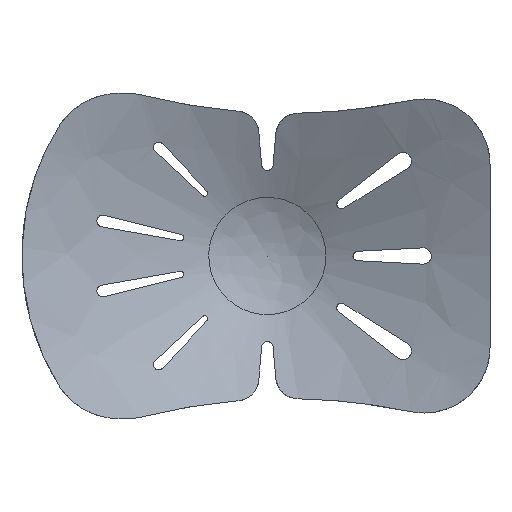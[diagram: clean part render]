
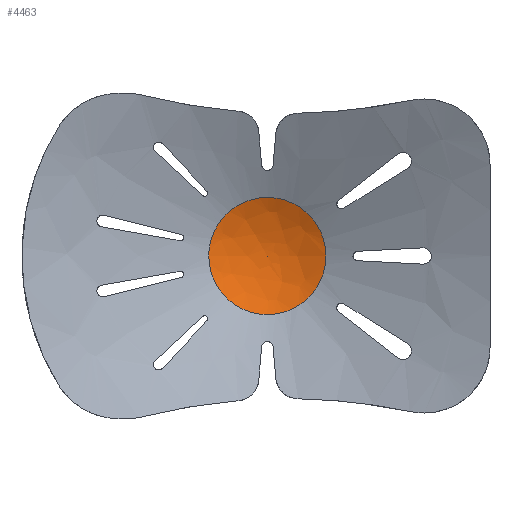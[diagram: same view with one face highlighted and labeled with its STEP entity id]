
A CAD part, front view. The second image highlights one B-rep face of the part: STEP entity #4463.
In plain terms, the highlighted free-form (B-spline) face has degree [2, 2] with [7, 3] control points.
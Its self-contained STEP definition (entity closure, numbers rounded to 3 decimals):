
#770 = VERTEX_POINT('',#771);
#771 = CARTESIAN_POINT('',(30.089,39.914,
    0.));
#776 = EDGE_CURVE('',#770,#777,#779,.T.);
#777 = VERTEX_POINT('',#778);
#778 = CARTESIAN_POINT('',(-30.089,39.914,
    0.));
#779 = B_SPLINE_CURVE_WITH_KNOTS('',3,(#780,#781,#782,#783,#784,#785,
    #786,#787,#788,#789,#790,#791,#792,#793,#794,#795,#796,#797,#798,
    #799,#800,#801,#802,#803,#804,#805,#806,#807,#808,#809,#810,#811,
    #812),.UNSPECIFIED.,.F.,.F.,(4,1,1,1,1,1,1,1,1,1,1,1,1,1,1,1,1,1,1,1
    ,1,1,1,1,1,1,1,1,1,1,4),(0.,0.02,0.04,
    0.06,0.087,0.12,0.16,
    0.2,0.236,0.267,0.303,
    0.34,0.38,0.42,0.461,
    0.501,0.541,0.581,0.621,
    0.661,0.698,0.734,0.765,
    0.801,0.841,0.881,0.915,
    0.941,0.961,0.981,1.),.UNSPECIFIED.);
#780 = CARTESIAN_POINT('',(30.089,39.914,
    0.));
#781 = CARTESIAN_POINT('',(30.089,39.914,
    0.632));
#782 = CARTESIAN_POINT('',(30.049,39.914,
    1.897));
#783 = CARTESIAN_POINT('',(29.87,39.914,3.785
    ));
#784 = CARTESIAN_POINT('',(29.539,39.914,
    5.866));
#785 = CARTESIAN_POINT('',(28.961,39.914,
    8.326));
#786 = CARTESIAN_POINT('',(27.951,39.914,
    11.319));
#787 = CARTESIAN_POINT('',(26.424,39.914,
    14.557));
#788 = CARTESIAN_POINT('',(24.465,39.914,
    17.637));
#789 = CARTESIAN_POINT('',(22.334,39.914,
    20.245));
#790 = CARTESIAN_POINT('',(20.04,39.914,
    22.518));
#791 = CARTESIAN_POINT('',(17.465,39.914,
    24.583));
#792 = CARTESIAN_POINT('',(14.432,39.914,
    26.487));
#793 = CARTESIAN_POINT('',(11.063,39.914,
    28.067));
#794 = CARTESIAN_POINT('',(7.457,39.914,
    29.232));
#795 = CARTESIAN_POINT('',(3.734,39.914,
    29.936));
#796 = CARTESIAN_POINT('',(-0.048,39.914,
    30.168));
#797 = CARTESIAN_POINT('',(-3.829,39.914,
    29.924));
#798 = CARTESIAN_POINT('',(-7.55,39.914,
    29.208));
#799 = CARTESIAN_POINT('',(-11.152,39.914,
    28.031));
#800 = CARTESIAN_POINT('',(-14.515,39.914,
    26.442));
#801 = CARTESIAN_POINT('',(-17.542,39.914,
    24.528));
#802 = CARTESIAN_POINT('',(-20.112,39.914,
    22.454));
#803 = CARTESIAN_POINT('',(-22.404,39.914,
    20.168));
#804 = CARTESIAN_POINT('',(-24.537,39.914,
    17.539));
#805 = CARTESIAN_POINT('',(-26.493,39.914,
    14.433));
#806 = CARTESIAN_POINT('',(-28.01,39.914,
    11.172));
#807 = CARTESIAN_POINT('',(-29.005,39.914,
    8.171));
#808 = CARTESIAN_POINT('',(-29.567,39.914,
    5.724));
#809 = CARTESIAN_POINT('',(-29.883,39.914,
    3.676));
#810 = CARTESIAN_POINT('',(-30.051,39.914,
    1.838));
#811 = CARTESIAN_POINT('',(-30.089,39.914,
    0.611));
#812 = CARTESIAN_POINT('',(-30.089,39.914,
    0.));
#814 = EDGE_CURVE('',#777,#770,#815,.T.);
#815 = B_SPLINE_CURVE_WITH_KNOTS('',3,(#816,#817,#818,#819,#820,#821,
    #822,#823,#824,#825,#826,#827,#828,#829,#830,#831,#832,#833,#834,
    #835,#836,#837,#838,#839,#840,#841,#842,#843,#844,#845,#846,#847,
    #848,#849,#850),.UNSPECIFIED.,.F.,.F.,(4,1,1,1,1,1,1,1,1,1,1,1,1,1,1
    ,1,1,1,1,1,1,1,1,1,1,1,1,1,1,1,1,1,4),(0.,0.002,
    0.005,0.012,0.024,
    0.046,0.078,0.118,0.159,
    0.2,0.236,0.267,0.303,
    0.34,0.38,0.42,0.46,
    0.501,0.541,0.581,0.621,
    0.661,0.698,0.734,0.765,
    0.801,0.841,0.881,0.915,
    0.941,0.961,0.981,1.),.UNSPECIFIED.);
#816 = CARTESIAN_POINT('',(-30.089,39.914,
    0.));
#817 = CARTESIAN_POINT('',(-30.089,39.914,
    -0.063));
#818 = CARTESIAN_POINT('',(-30.088,39.914,
    -0.234));
#819 = CARTESIAN_POINT('',(-30.084,39.914,
    -0.606));
#820 = CARTESIAN_POINT('',(-30.065,39.914,
    -1.303));
#821 = CARTESIAN_POINT('',(-29.993,39.914,
    -2.579));
#822 = CARTESIAN_POINT('',(-29.763,39.914,
    -4.66));
#823 = CARTESIAN_POINT('',(-29.19,39.914,
    -7.56));
#824 = CARTESIAN_POINT('',(-28.104,39.914,
    -10.973));
#825 = CARTESIAN_POINT('',(-26.476,39.914,
    -14.472));
#826 = CARTESIAN_POINT('',(-24.478,39.914,
    -17.622));
#827 = CARTESIAN_POINT('',(-22.327,39.914,
    -20.252));
#828 = CARTESIAN_POINT('',(-20.036,39.914,
    -22.522));
#829 = CARTESIAN_POINT('',(-17.463,39.914,
    -24.584));
#830 = CARTESIAN_POINT('',(-14.432,39.914,
    -26.487));
#831 = CARTESIAN_POINT('',(-11.064,39.914,
    -28.066));
#832 = CARTESIAN_POINT('',(-7.458,39.914,
    -29.232));
#833 = CARTESIAN_POINT('',(-3.734,39.914,
    -29.936));
#834 = CARTESIAN_POINT('',(0.048,39.914,
    -30.168));
#835 = CARTESIAN_POINT('',(3.829,39.914,
    -29.924));
#836 = CARTESIAN_POINT('',(7.55,39.914,
    -29.208));
#837 = CARTESIAN_POINT('',(11.152,39.914,
    -28.031));
#838 = CARTESIAN_POINT('',(14.515,39.914,
    -26.442));
#839 = CARTESIAN_POINT('',(17.542,39.914,
    -24.528));
#840 = CARTESIAN_POINT('',(20.112,39.914,
    -22.454));
#841 = CARTESIAN_POINT('',(22.404,39.914,
    -20.168));
#842 = CARTESIAN_POINT('',(24.537,39.914,-17.539)
  );
#843 = CARTESIAN_POINT('',(26.493,39.914,
    -14.433));
#844 = CARTESIAN_POINT('',(28.01,39.914,
    -11.172));
#845 = CARTESIAN_POINT('',(29.005,39.914,
    -8.171));
#846 = CARTESIAN_POINT('',(29.567,39.914,
    -5.724));
#847 = CARTESIAN_POINT('',(29.883,39.914,
    -3.676));
#848 = CARTESIAN_POINT('',(30.051,39.914,
    -1.838));
#849 = CARTESIAN_POINT('',(30.089,39.914,
    -0.611));
#850 = CARTESIAN_POINT('',(30.089,39.914,
    0.));
#4463 = ADVANCED_FACE('',(#4464),#4480,.F.);
#4464 = FACE_BOUND('',#4465,.F.);
#4465 = EDGE_LOOP('',(#4466,#4467,#4478,#4479));
#4466 = ORIENTED_EDGE('',*,*,#814,.F.);
#4467 = ORIENTED_EDGE('',*,*,#4468,.T.);
#4468 = EDGE_CURVE('',#777,#4469,#4471,.T.);
#4469 = VERTEX_POINT('',#4470);
#4470 = CARTESIAN_POINT('',(0.,46.369,
    0.));
#4471 = B_SPLINE_CURVE_WITH_KNOTS('',5,(#4472,#4473,#4474,#4475,#4476,
    #4477),.UNSPECIFIED.,.F.,.F.,(6,6),(1.148,1.571),
  .PIECEWISE_BEZIER_KNOTS.);
#4472 = CARTESIAN_POINT('',(-30.089,39.914,0.));
#4473 = CARTESIAN_POINT('',(-24.434,42.458,0.));
#4474 = CARTESIAN_POINT('',(-18.51,44.404,0.));
#4475 = CARTESIAN_POINT('',(-12.402,45.714,0.));
#4476 = CARTESIAN_POINT('',(-6.201,46.369,0.));
#4477 = CARTESIAN_POINT('',(0.,46.369,0.));
#4478 = ORIENTED_EDGE('',*,*,#4468,.F.);
#4479 = ORIENTED_EDGE('',*,*,#776,.F.);
#4480 = ( BOUNDED_SURFACE() B_SPLINE_SURFACE(2,2,(
    (#4481,#4482,#4483)
    ,(#4484,#4485,#4486)
    ,(#4487,#4488,#4489)
    ,(#4490,#4491,#4492)
    ,(#4493,#4494,#4495)
    ,(#4496,#4497,#4498)
    ,(#4499,#4500,#4501
)),.UNSPECIFIED.,.T.,.F.,.F.) B_SPLINE_SURFACE_WITH_KNOTS((1,2,2,2,2,1),
  (3,3),(-2.094,0.,2.094,4.189,6.283,
    8.378),(1.148,1.571),.UNSPECIFIED.) 
GEOMETRIC_REPRESENTATION_ITEM() RATIONAL_B_SPLINE_SURFACE((
    (1.,0.978,1.)
    ,(0.5,0.489,0.5)
    ,(1.,0.978,1.)
    ,(0.5,0.489,0.5)
    ,(1.,0.978,1.)
    ,(0.5,0.489,0.5)
,(1.,0.978,1.))) REPRESENTATION_ITEM('') SURFACE() );
#4481 = CARTESIAN_POINT('',(-30.089,39.914,0.));
#4482 = CARTESIAN_POINT('',(-15.737,46.369,0.));
#4483 = CARTESIAN_POINT('',(0.,46.369,0.));
#4484 = CARTESIAN_POINT('',(-30.089,39.914,
    52.115));
#4485 = CARTESIAN_POINT('',(-15.737,46.369,
    27.257));
#4486 = CARTESIAN_POINT('',(0.,46.369,
    0.));
#4487 = CARTESIAN_POINT('',(15.044,39.914,
    26.058));
#4488 = CARTESIAN_POINT('',(7.868,46.369,
    13.629));
#4489 = CARTESIAN_POINT('',(0.,46.369,
    0.));
#4490 = CARTESIAN_POINT('',(60.178,39.914,
    0.));
#4491 = CARTESIAN_POINT('',(31.474,46.369,
    0.));
#4492 = CARTESIAN_POINT('',(0.,46.369,
    0.));
#4493 = CARTESIAN_POINT('',(15.044,39.914,
    -26.058));
#4494 = CARTESIAN_POINT('',(7.868,46.369,
    -13.629));
#4495 = CARTESIAN_POINT('',(0.,46.369,
    0.));
#4496 = CARTESIAN_POINT('',(-30.089,39.914,
    -52.115));
#4497 = CARTESIAN_POINT('',(-15.737,46.369,
    -27.257));
#4498 = CARTESIAN_POINT('',(0.,46.369,
    0.));
#4499 = CARTESIAN_POINT('',(-30.089,39.914,0.));
#4500 = CARTESIAN_POINT('',(-15.737,46.369,0.));
#4501 = CARTESIAN_POINT('',(0.,46.369,0.));
